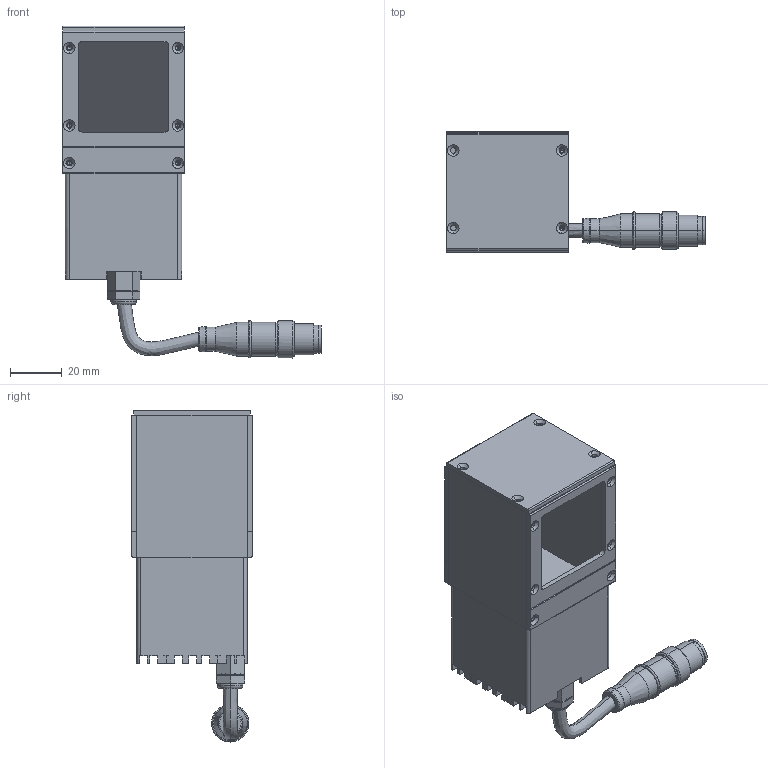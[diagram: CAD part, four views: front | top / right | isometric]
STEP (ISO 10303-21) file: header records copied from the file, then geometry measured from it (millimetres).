
FILE_DESCRIPTION (( 'STEP AP214' ), '1' );
FILE_NAME ('MCAX-00-035-X-X-24V ASSEMBLY.STEP', '2018-04-28T03:50:19', ( '' ), ( '' ), 'SwSTEP 2.0', 'SolidWorks 2016', '' );
FILE_SCHEMA (( 'AUTOMOTIVE_DESIGN' ));
Length unit declared in the file: millimetre
Products named in the file (18): MCAX-00-035-EXTRA PLATE 1; 1035 TOP PLATE 1; MCAX-00-035-AR MIRROR; TOP PLATE 2; 035 BEAM SPLITTER 1; 035 SIDE PLATE 1; MCAX-00-035 BACKLIGHT ASSEMBLY; MCAX-7X7-48 LED ASSEMBLY (TOP LED); MCAX-7X7-48 LED (TOP LED); 3528 LED LENS; M-625-PM0.176-R; CABLE 5.4 MM; M8 CABLE CLAMP-ASSEMBLY; M8 CABLE CLAMP B; M8 CABLE CLAMP A; MCAX-00-035-DIFFUSER E1; MCAX-00-035-CASING; MCAX-00-035-X-X-24V ASSEMBLY
Assembly tree (68 placements, depth 4):
  MCAX-00-035-X-X-24V ASSEMBLY
    MCAX-00-035 BACKLIGHT ASSEMBLY
      MCAX-00-035-CASING
      MCAX-00-035-DIFFUSER E1
      M8 CABLE CLAMP-ASSEMBLY
        M8 CABLE CLAMP A
        M8 CABLE CLAMP B
      CABLE 5.4 MM
      M-625-PM0.176-R
      MCAX-7X7-48 LED ASSEMBLY (TOP LED)
        3528 LED LENS  x48
        MCAX-7X7-48 LED (TOP LED)
    MCAX-00-035-DIFFUSER E1
    035 SIDE PLATE 1  x2
    035 BEAM SPLITTER 1
    TOP PLATE 2
    MCAX-00-035-AR MIRROR
    MCAX-00-035-EXTRA PLATE 1  x2
    1035 TOP PLATE 1  x2
Bounding box: 99.87 x 46.6 x 128.38 mm (x, y, z)
Volume: 88731.2 mm3; surface area: 70080.4 mm2
Topology: 65 solids, 65 shells, 2155 faces, 5604 edges, 3620 vertices
Faces by surface type: plane 1590, cylinder 354, sphere 101, cone 98, torus 10, bspline 2
Entity records: 16823 total; most frequent: CARTESIAN_POINT 2762, DIRECTION 2696, ORIENTED_EDGE 2316, EDGE_CURVE 1158, AXIS2_PLACEMENT_3D 991, VERTEX_POINT 749, VECTOR 714, LINE 714
